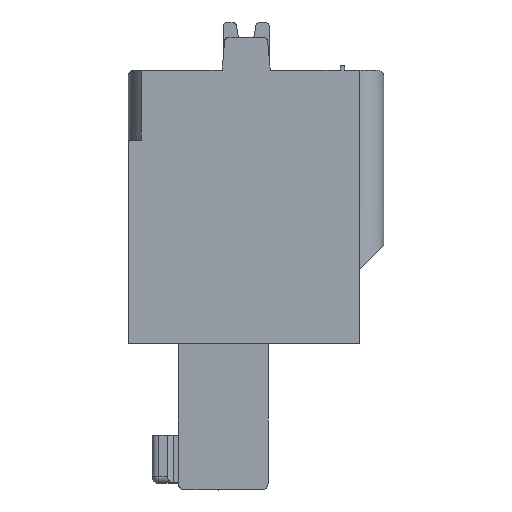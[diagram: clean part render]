
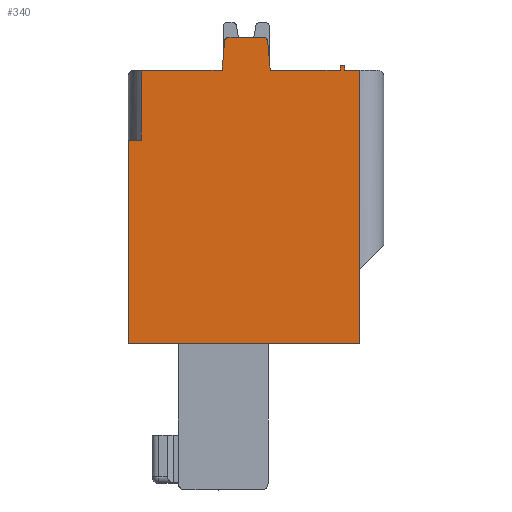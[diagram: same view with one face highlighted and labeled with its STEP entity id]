
A CAD part, left-side view. The second image highlights one B-rep face of the part: STEP entity #340.
In plain terms, the highlighted planar face has unit normal (-1, 0, 0).
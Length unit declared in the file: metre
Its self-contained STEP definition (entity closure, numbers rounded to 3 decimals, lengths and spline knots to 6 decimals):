
#340=ADVANCED_FACE('',(#989),#990,.F.);
#989=FACE_OUTER_BOUND('',#1988,.T.);
#990=PLANE('',#1989);
#1988=EDGE_LOOP('',(#2984,#2985,#2986,#2987,#2988,#2989,#2990,#2991,#2992,#2993,#2994,#2995,#2996,#2997,#2998,#2999));
#1989=AXIS2_PLACEMENT_3D('',#3000,#3001,#3002);
#2984=ORIENTED_EDGE('',*,*,#5924,.F.);
#2985=ORIENTED_EDGE('',*,*,#5925,.F.);
#2986=ORIENTED_EDGE('',*,*,#5926,.F.);
#2987=ORIENTED_EDGE('',*,*,#5927,.F.);
#2988=ORIENTED_EDGE('',*,*,#5928,.F.);
#2989=ORIENTED_EDGE('',*,*,#5929,.F.);
#2990=ORIENTED_EDGE('',*,*,#5930,.F.);
#2991=ORIENTED_EDGE('',*,*,#5931,.T.);
#2992=ORIENTED_EDGE('',*,*,#5932,.F.);
#2993=ORIENTED_EDGE('',*,*,#5933,.T.);
#2994=ORIENTED_EDGE('',*,*,#5934,.F.);
#2995=ORIENTED_EDGE('',*,*,#5935,.F.);
#2996=ORIENTED_EDGE('',*,*,#5936,.F.);
#2997=ORIENTED_EDGE('',*,*,#5937,.F.);
#2998=ORIENTED_EDGE('',*,*,#5938,.F.);
#2999=ORIENTED_EDGE('',*,*,#5939,.F.);
#3000=CARTESIAN_POINT('',(0.32967,0.034769,-0.078355));
#3001=DIRECTION('',(1.0,0.0,0.0));
#3002=DIRECTION('',(0.0,1.0,0.0));
#5924=EDGE_CURVE('',#7060,#7061,#7062,.T.);
#5925=EDGE_CURVE('',#7063,#7060,#7064,.T.);
#5926=EDGE_CURVE('',#7065,#7063,#7066,.T.);
#5927=EDGE_CURVE('',#7067,#7065,#7068,.T.);
#5928=EDGE_CURVE('',#7069,#7067,#7070,.T.);
#5929=EDGE_CURVE('',#7071,#7069,#7072,.T.);
#5930=EDGE_CURVE('',#7073,#7071,#7074,.T.);
#5931=EDGE_CURVE('',#7073,#7075,#7076,.T.);
#5932=EDGE_CURVE('',#7077,#7075,#7078,.T.);
#5933=EDGE_CURVE('',#7077,#7079,#7080,.T.);
#5934=EDGE_CURVE('',#7081,#7079,#7082,.T.);
#5935=EDGE_CURVE('',#7083,#7081,#7084,.T.);
#5936=EDGE_CURVE('',#7085,#7083,#7086,.T.);
#5937=EDGE_CURVE('',#7087,#7085,#7088,.T.);
#5938=EDGE_CURVE('',#7089,#7087,#7090,.T.);
#5939=EDGE_CURVE('',#7061,#7089,#7091,.T.);
#7060=VERTEX_POINT('',#8746);
#7061=VERTEX_POINT('',#8747);
#7062=LINE('',#8748,#8749);
#7063=VERTEX_POINT('',#8750);
#7064=LINE('',#8751,#8752);
#7065=VERTEX_POINT('',#8753);
#7066=LINE('',#8754,#8755);
#7067=VERTEX_POINT('',#8756);
#7068=LINE('',#8757,#8758);
#7069=VERTEX_POINT('',#8759);
#7070=LINE('',#8760,#8761);
#7071=VERTEX_POINT('',#8762);
#7072=LINE('',#8763,#8764);
#7073=VERTEX_POINT('',#8765);
#7074=LINE('',#8766,#8767);
#7075=VERTEX_POINT('',#8768);
#7076=CIRCLE('',#8769,0.0002);
#7077=VERTEX_POINT('',#8770);
#7078=LINE('',#8771,#8772);
#7079=VERTEX_POINT('',#8773);
#7080=CIRCLE('',#8774,0.0002);
#7081=VERTEX_POINT('',#8775);
#7082=LINE('',#8776,#8777);
#7083=VERTEX_POINT('',#8778);
#7084=LINE('',#8779,#8780);
#7085=VERTEX_POINT('',#8781);
#7086=LINE('',#8782,#8783);
#7087=VERTEX_POINT('',#8784);
#7088=LINE('',#8785,#8786);
#7089=VERTEX_POINT('',#8787);
#7090=LINE('',#8788,#8789);
#7091=LINE('',#8790,#8791);
#8746=CARTESIAN_POINT('',(0.32967,0.028783,-0.079655));
#8747=CARTESIAN_POINT('',(0.32967,0.028783,-0.092155));
#8748=CARTESIAN_POINT('',(0.32967,0.028783,-0.092155));
#8749=VECTOR('',#11426,1.0);
#8750=CARTESIAN_POINT('',(0.32967,0.029483,-0.079655));
#8751=CARTESIAN_POINT('',(0.32967,0.035083,-0.079655));
#8752=VECTOR('',#11427,1.0);
#8753=CARTESIAN_POINT('',(0.32967,0.029483,-0.079455));
#8754=CARTESIAN_POINT('',(0.32967,0.029483,-0.079655));
#8755=VECTOR('',#11428,1.0);
#8756=CARTESIAN_POINT('',(0.32967,0.029683,-0.079455));
#8757=CARTESIAN_POINT('',(0.32967,0.029483,-0.079455));
#8758=VECTOR('',#11429,1.0);
#8759=CARTESIAN_POINT('',(0.32967,0.029683,-0.079655));
#8760=CARTESIAN_POINT('',(0.32967,0.029683,-0.079455));
#8761=VECTOR('',#11430,1.0);
#8762=CARTESIAN_POINT('',(0.32967,0.032883,-0.079655));
#8763=CARTESIAN_POINT('',(0.32967,0.035083,-0.079655));
#8764=VECTOR('',#11431,1.0);
#8765=CARTESIAN_POINT('',(0.32967,0.032999,-0.078338));
#8766=CARTESIAN_POINT('',(0.32967,0.033102,-0.077155));
#8767=VECTOR('',#11432,1.0);
#8768=CARTESIAN_POINT('',(0.32967,0.033198,-0.078155));
#8769=AXIS2_PLACEMENT_3D('',#11433,#11434,#11435);
#8770=CARTESIAN_POINT('',(0.32967,0.034769,-0.078155));
#8771=CARTESIAN_POINT('',(0.32967,0.035083,-0.078155));
#8772=VECTOR('',#11436,1.0);
#8773=CARTESIAN_POINT('',(0.32967,0.034968,-0.078338));
#8774=AXIS2_PLACEMENT_3D('',#11437,#11438,#11439);
#8775=CARTESIAN_POINT('',(0.32967,0.035083,-0.079655));
#8776=CARTESIAN_POINT('',(0.32967,0.035083,-0.079655));
#8777=VECTOR('',#11440,1.0);
#8778=CARTESIAN_POINT('',(0.32967,0.038783,-0.079655));
#8779=CARTESIAN_POINT('',(0.32967,0.035083,-0.079655));
#8780=VECTOR('',#11441,1.0);
#8781=CARTESIAN_POINT('',(0.32967,0.038783,-0.082855));
#8782=CARTESIAN_POINT('',(0.32967,0.038783,-0.079655));
#8783=VECTOR('',#11442,1.0);
#8784=CARTESIAN_POINT('',(0.32967,0.039383,-0.082855));
#8785=CARTESIAN_POINT('',(0.32967,0.038783,-0.082855));
#8786=VECTOR('',#11443,1.0);
#8787=CARTESIAN_POINT('',(0.32967,0.039383,-0.092155));
#8788=CARTESIAN_POINT('',(0.32967,0.039383,-0.082855));
#8789=VECTOR('',#11444,1.0);
#8790=CARTESIAN_POINT('',(0.32967,0.039383,-0.092155));
#8791=VECTOR('',#11445,1.0);
#11426=DIRECTION('',(0.0,0.0,-1.0));
#11427=DIRECTION('',(0.0,-1.0,0.0));
#11428=DIRECTION('',(0.0,0.0,-1.0));
#11429=DIRECTION('',(0.0,-1.0,0.0));
#11430=DIRECTION('',(0.0,0.0,1.0));
#11431=DIRECTION('',(0.0,-1.0,0.0));
#11432=DIRECTION('',(0.,-0.087,-0.996));
#11433=CARTESIAN_POINT('',(0.32967,0.033198,-0.078355));
#11434=DIRECTION('',(-1.0,0.,-0.0));
#11435=DIRECTION('',(0.0,0.0,-1.0));
#11436=DIRECTION('',(0.,-1.0,0.));
#11437=CARTESIAN_POINT('',(0.32967,0.034769,-0.078355));
#11438=DIRECTION('',(-1.0,0.,-0.0));
#11439=DIRECTION('',(0.0,0.0,-1.0));
#11440=DIRECTION('',(0.,-0.087,0.996));
#11441=DIRECTION('',(0.0,-1.0,0.0));
#11442=DIRECTION('',(0.0,0.0,1.0));
#11443=DIRECTION('',(0.0,-1.0,0.));
#11444=DIRECTION('',(0.0,0.0,1.0));
#11445=DIRECTION('',(0.0,1.0,0.0));
